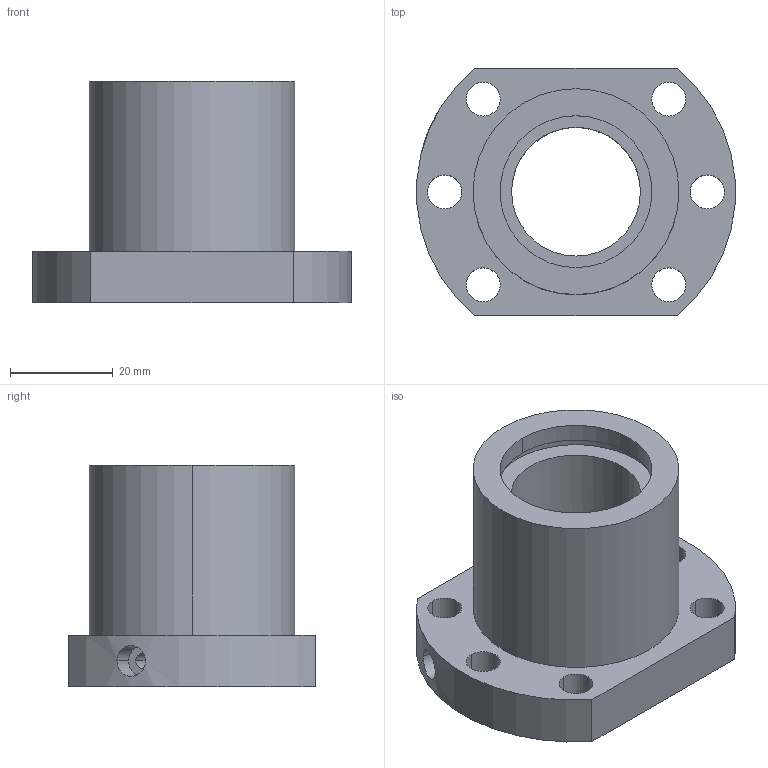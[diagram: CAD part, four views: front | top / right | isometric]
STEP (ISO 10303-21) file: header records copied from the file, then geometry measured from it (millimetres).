
FILE_DESCRIPTION((''),'2;1');
FILE_NAME('R25-5K4-FSC','2011-02-09T',('cstsai'),(''),'PRO/ENGINEER BY PARAMETRIC TECHNOLOGY CORPORATION, 2010280','PRO/ENGINEER BY PARAMETRIC TECHNOLOGY CORPORATION, 2010280','');
FILE_SCHEMA(('CONFIG_CONTROL_DESIGN'));
Length unit declared in the file: millimetre
Products named in the file (1): R25-5K4-FSC
Bounding box: 61.8 x 48 x 43 mm (x, y, z)
Volume: 41903.8 mm3; surface area: 15401.7 mm2
Topology: 1 solids, 1 shells, 40 faces, 101 edges, 67 vertices
Faces by surface type: cylinder 30, plane 10
Entity records: 1352 total; most frequent: CARTESIAN_POINT 270, DIRECTION 231, ORIENTED_EDGE 202, EDGE_CURVE 101, AXIS2_PLACEMENT_3D 97, VERTEX_POINT 67, EDGE_LOOP 60, CIRCLE 57
